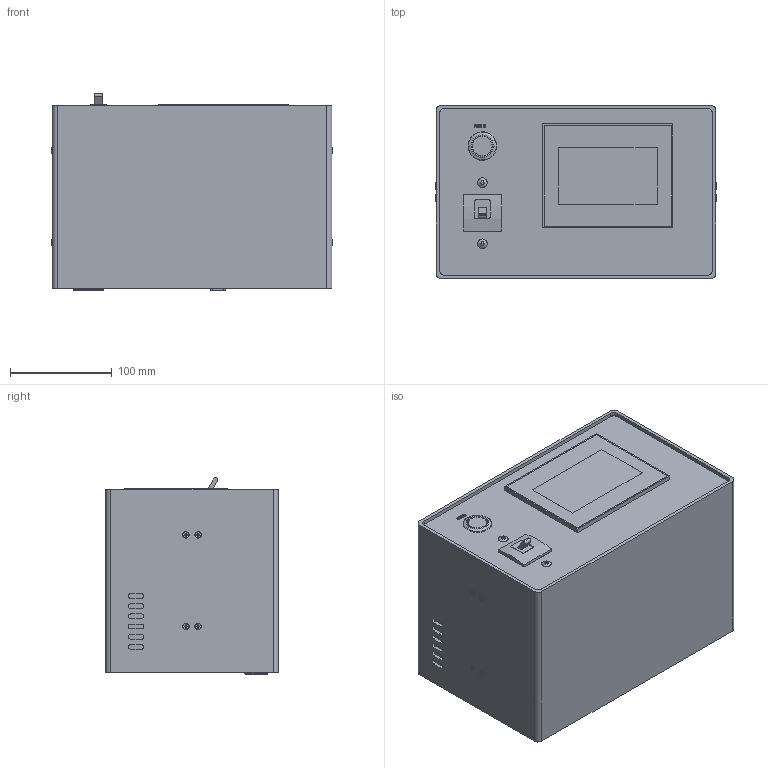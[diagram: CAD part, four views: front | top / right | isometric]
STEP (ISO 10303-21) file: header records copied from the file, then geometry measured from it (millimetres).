
FILE_DESCRIPTION (( 'STEP AP214' ), '1' );
FILE_NAME ('ダウンロード用BDコントローラ.STEP', '2025-07-31T00:07:31', ( '' ), ( '' ), 'SwSTEP 2.0', 'SolidWorks 2023', '' );
FILE_SCHEMA (( 'AUTOMOTIVE_DESIGN' ));
Length unit declared in the file: millimetre
Products named in the file (2): ダウンロード用BDコントローラ; ダウンロード用電装ボックス
Assembly tree (1 placements, depth 2):
  ダウンロード用BDコントローラ
    ダウンロード用電装ボックス
Bounding box: 275.2 x 170 x 193.3 mm (x, y, z)
Volume: 7685069.9 mm3; surface area: 393627 mm2
Topology: 1 solids, 20 shells, 2440 faces, 6330 edges, 4085 vertices
Faces by surface type: plane 1318, cylinder 600, bspline 372, cone 102, torus 24, sphere 24
Entity records: 87308 total; most frequent: CARTESIAN_POINT 29015, ORIENTED_EDGE 12588, DIRECTION 11105, EDGE_CURVE 6294, VECTOR 4143, LINE 4143, VERTEX_POINT 4077, AXIS2_PLACEMENT_3D 3481
